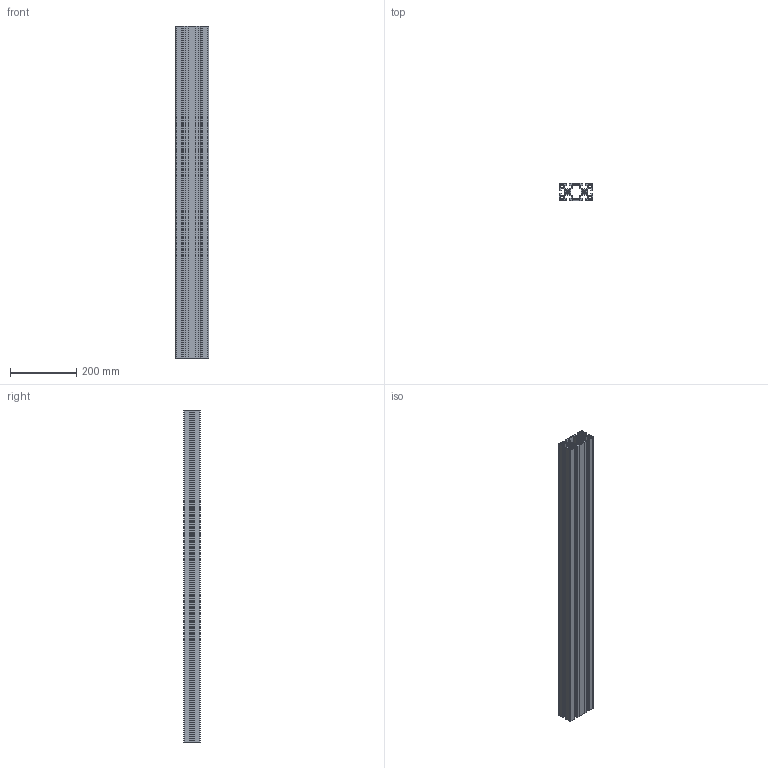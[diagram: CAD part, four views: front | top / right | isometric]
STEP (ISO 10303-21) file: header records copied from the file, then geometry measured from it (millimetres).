
FILE_DESCRIPTION (( 'STEP AP203' ), '1' );
FILE_NAME ('50X100 A.STEP', '2014-10-20T15:16:50', ( 'Kadir' ), ( '' ), 'SwSTEP 2.0', 'SolidWorks 2014', '' );
FILE_SCHEMA (( 'CONFIG_CONTROL_DESIGN' ));
Length unit declared in the file: millimetre
Products named in the file (1): 50X100 A
Bounding box: 100 x 50 x 1000 mm (x, y, z)
Volume: 1692688.8 mm3; surface area: 1054992.6 mm2
Topology: 1 solids, 1 shells, 484 faces, 1448 edges, 966 vertices
Faces by surface type: plane 262, cylinder 222
Entity records: 16497 total; most frequent: CARTESIAN_POINT 2899, ORIENTED_EDGE 2896, DIRECTION 2862, EDGE_CURVE 1448, VECTOR 1004, LINE 1004, VERTEX_POINT 966, AXIS2_PLACEMENT_3D 929
